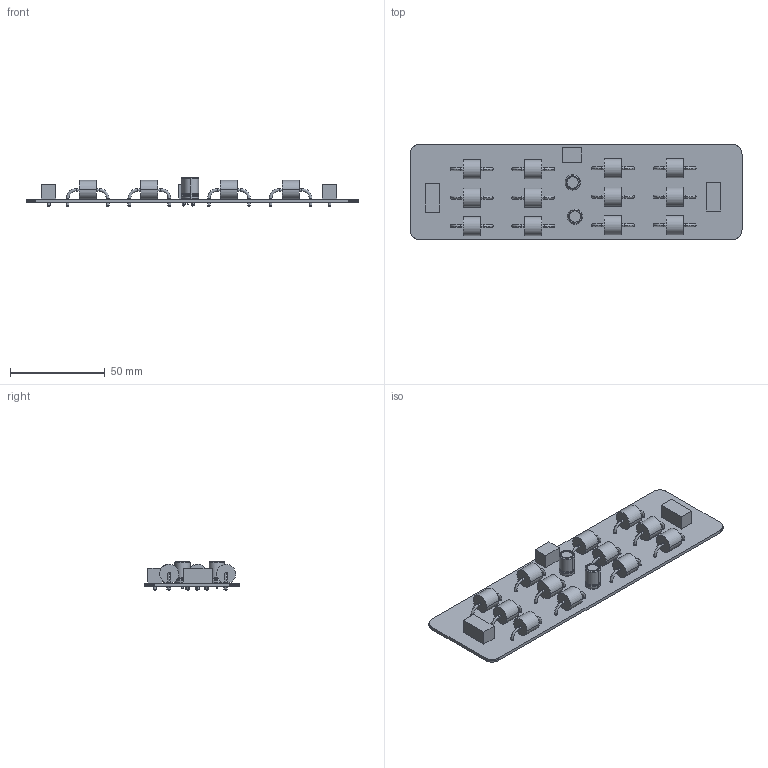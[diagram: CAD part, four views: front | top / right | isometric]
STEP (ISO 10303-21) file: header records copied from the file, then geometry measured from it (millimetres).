
FILE_DESCRIPTION(('PCB Model'),'2;1');
FILE_NAME('05_Three_Phase_Rectifier_Battery_Charger.STEP','2025-03-20T02:52:20',( 'diego'),('Unspecified'),'Open CASCADE STEP processor 6.8','Proteus' ,'Unknown');
FILE_SCHEMA(('AUTOMOTIVE_DESIGN { 1 0 10303 214 1 1 1 1 }'));
Length unit declared in the file: millimetre
Products named in the file (35): Open CASCADE STEP translator 6.8 1; Layer_1; C3; Open CASCADE STEP translator 6.8 1.2.1; Body_1; C4; Open CASCADE STEP translator 6.8 1.3.1; D1; Open CASCADE STEP translator 6.8 1.4.1; Pin_1; Pin_2; D2; D3; D4; D5; D6; D7; D8; D9; D10; D11; D12; J1; Open CASCADE STEP translator 6.8 1.16.1; Pin_3; J2; J3; Open CASCADE STEP translator 6.8 1.18.1
Assembly tree (47 placements, depth 4):
  Open CASCADE STEP translator 6.8 1
    Layer_1
    C3
      Open CASCADE STEP translator 6.8 1.2.1
        Body_1
    C4
      Open CASCADE STEP translator 6.8 1.3.1
        Body_1
    D1
      Open CASCADE STEP translator 6.8 1.4.1
        Body_1
        Pin_1
        Pin_2
    D2
      Open CASCADE STEP translator 6.8 1.4.1
        Body_1
        Pin_1
        Pin_2
    D3
      Open CASCADE STEP translator 6.8 1.4.1
        Body_1
        Pin_1
        Pin_2
    D4
      Open CASCADE STEP translator 6.8 1.4.1
        Body_1
        Pin_1
        Pin_2
    D5
      Open CASCADE STEP translator 6.8 1.4.1
        Body_1
        Pin_1
        Pin_2
    D6
      Open CASCADE STEP translator 6.8 1.4.1
        Body_1
        Pin_1
        Pin_2
    D7
      Open CASCADE STEP translator 6.8 1.4.1
        Body_1
        Pin_1
        Pin_2
    D8
      Open CASCADE STEP translator 6.8 1.4.1
        Body_1
        Pin_1
        Pin_2
    D9
      Open CASCADE STEP translator 6.8 1.4.1
        Body_1
        Pin_1
        Pin_2
    D10
      Open CASCADE STEP translator 6.8 1.4.1
        Body_1
        Pin_1
        Pin_2
    D11
      Open CASCADE STEP translator 6.8 1.4.1
Bounding box: 175 x 50 x 15.22 mm (x, y, z)
Volume: 26828.2 mm3; surface area: 27781.8 mm2
Topology: 50 solids, 50 shells, 604 faces, 1440 edges, 812 vertices
Faces by surface type: cylinder 224, plane 132, sphere 128, torus 96, extrusion 24
Entity records: 10078 total; most frequent: CARTESIAN_POINT 1604, DIRECTION 1504, ORIENTED_EDGE 1344, EDGE_CURVE 672, AXIS2_PLACEMENT_3D 594, VERTEX_POINT 436, FACE_BOUND 336, EDGE_LOOP 336
